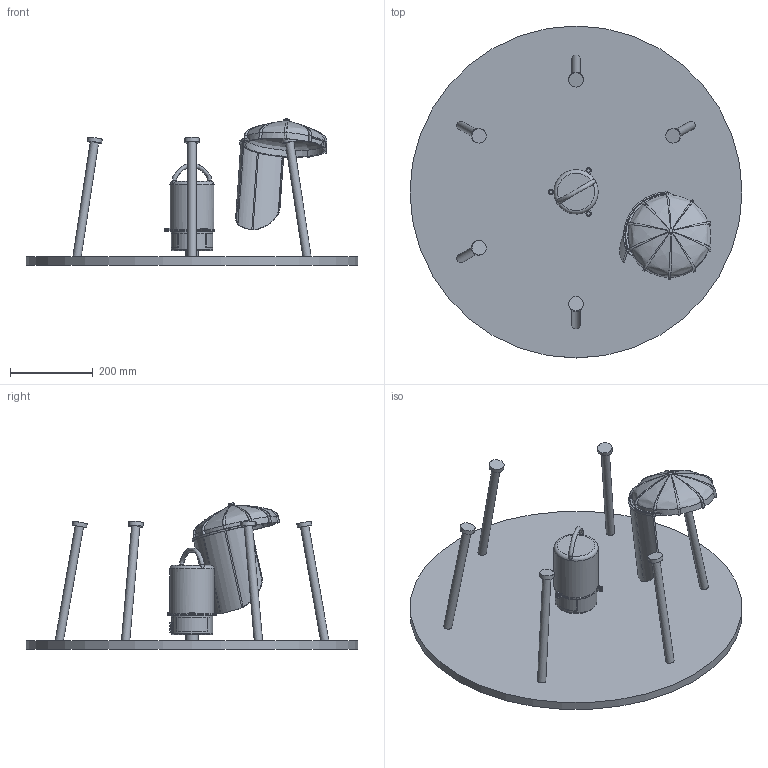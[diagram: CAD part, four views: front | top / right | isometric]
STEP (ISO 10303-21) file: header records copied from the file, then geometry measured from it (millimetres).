
FILE_DESCRIPTION(/* description */ (''),/* implementation_level */ '2;1');
FILE_NAME(/* name */ 'Kit v7.step',/* time_stamp */ '2020-06-25T19:11:23+01:00',/* author */ (''),/* organization */ (''),/* preprocessor_version */ 'ST-DEVELOPER v18.1',/* originating_system */ 'Autodesk Translation Framework v9.2.0.1227',/* authorisation */ '');
FILE_SCHEMA (('AUTOMOTIVE_DESIGN { 1 0 10303 214 3 1 1 }'));
Length unit declared in the file: millimetre
Products named in the file (10): Kit; UV Lamps; Base; Glass; Tubes; Case; Face shield Nguni; Cap; Plastic; Component3
Assembly tree (9 placements, depth 3):
  Kit
    UV Lamps
      Base
      Glass
      Tubes
      Case
    Face shield Nguni
      Cap
      Plastic
      Component3
Bounding box: 800 x 800 x 352.29 mm (x, y, z)
Volume: 11599065 mm3; surface area: 1627114.1 mm2
Topology: 23 solids, 24 shells, 316 faces, 747 edges, 491 vertices
Faces by surface type: plane 142, cylinder 102, bspline 46, torus 26
Full cylindrical faces by diameter (mm): 8.333 x6, 10 x2, 20 x6, 30 x2, 35 x9, 88.667 x1, 90 x1, 93.333 x1, 96.667 x1, 100 x1, 106.667 x1, 800 x1
Entity records: 13360 total; most frequent: CARTESIAN_POINT 5878, ORIENTED_EDGE 1494, DIRECTION 1440, EDGE_CURVE 747, AXIS2_PLACEMENT_3D 568, VERTEX_POINT 491, EDGE_LOOP 352, FACE_OUTER_BOUND 316
